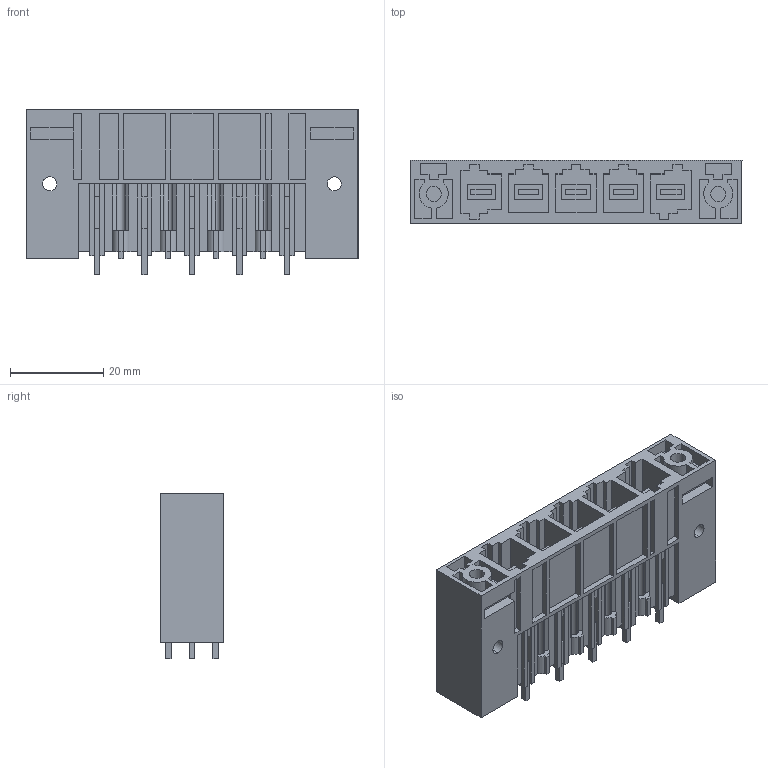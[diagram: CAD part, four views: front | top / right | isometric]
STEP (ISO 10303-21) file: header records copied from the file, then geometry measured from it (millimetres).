
FILE_DESCRIPTION(('CATIA V5 STEP Exchange','CAx-IF Rec.Pracs.--- Model Styling and Organization---1.2---2011-12-15'),'2;1');
FILE_NAME ('D1457517_0_1850910000_1850910000.stp','2018-03-12T13:25:40+00:00',('none'),('Weidmueller'),'CATIA Version 5-6 Release 2014','CATIA V5 STEP AP214','none');
FILE_SCHEMA(('AUTOMOTIVE_DESIGN { 1 0 10303 214 1 1 1 1 }'));
Length unit declared in the file: millimetre
Products named in the file (1): 1850910000
Bounding box: 71.12 x 13.6 x 35.5 mm (x, y, z)
Volume: 17834.9 mm3; surface area: 19634.6 mm2
Topology: 6 solids, 6 shells, 657 faces, 1868 edges, 1254 vertices
Faces by surface type: plane 607, cylinder 50
Entity records: 20378 total; most frequent: ORIENTED_EDGE 3736, CARTESIAN_POINT 3557, DIRECTION 2710, EDGE_CURVE 1868, VECTOR 1760, LINE 1760, VERTEX_POINT 1254, EDGE_LOOP 710
